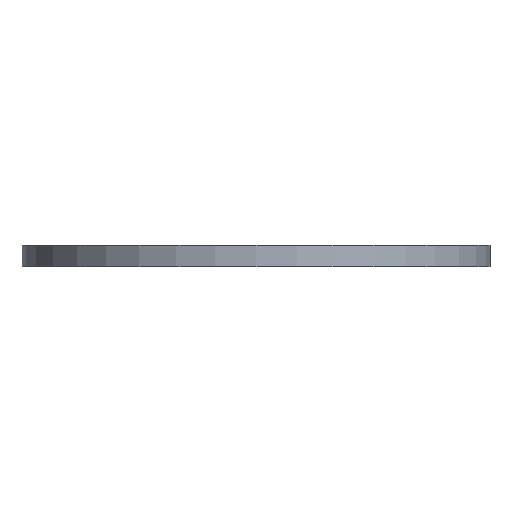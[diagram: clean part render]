
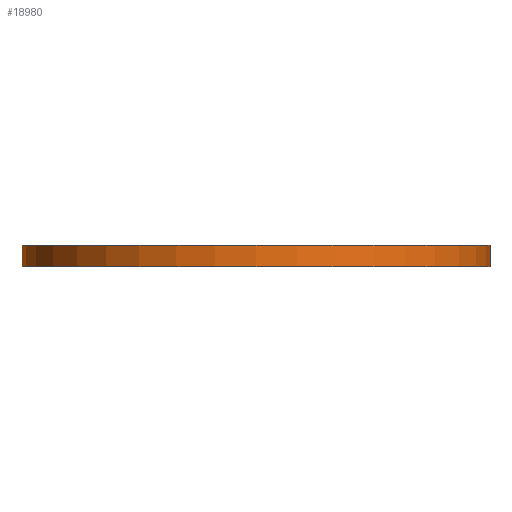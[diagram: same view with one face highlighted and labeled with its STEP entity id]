
A CAD part, front view. The second image highlights one B-rep face of the part: STEP entity #18980.
In plain terms, the highlighted cylindrical face has radius 140 mm (diameter 280 mm), a partial arc.
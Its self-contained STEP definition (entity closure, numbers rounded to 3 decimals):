
#350 = CARTESIAN_POINT ( 'NONE',  ( 0., 0., 13. ) ) ;
#455 = CARTESIAN_POINT ( 'NONE',  ( -140., 0., 13. ) ) ;
#930 = ORIENTED_EDGE ( 'NONE', *, *, #2706, .F. ) ;
#1616 = CARTESIAN_POINT ( 'NONE',  ( -140., 0., 13. ) ) ;
#1940 = VERTEX_POINT ( 'NONE', #455 ) ;
#2370 = DIRECTION ( 'NONE',  ( 0., 0., -1. ) ) ;
#2706 = EDGE_CURVE ( 'NONE', #1940, #3935, #16954, .T. ) ;
#3804 = VECTOR ( 'NONE', #10702, 1000. ) ;
#3844 = FACE_OUTER_BOUND ( 'NONE', #10676, .T. ) ;
#3935 = VERTEX_POINT ( 'NONE', #22629 ) ;
#4134 = CARTESIAN_POINT ( 'NONE',  ( -140., 0., 0. ) ) ;
#6173 = EDGE_CURVE ( 'NONE', #1940, #22720, #8720, .T. ) ;
#7488 = ORIENTED_EDGE ( 'NONE', *, *, #6173, .T. ) ;
#7632 = ORIENTED_EDGE ( 'NONE', *, *, #22273, .T. ) ;
#8720 = LINE ( 'NONE', #1616, #3804 ) ;
#10533 = DIRECTION ( 'NONE',  ( 0., 0., 1. ) ) ;
#10642 = AXIS2_PLACEMENT_3D ( 'NONE', #14017, #10533, #21149 ) ;
#10676 = EDGE_LOOP ( 'NONE', ( #16918, #930, #7488, #7632 ) ) ;
#10702 = DIRECTION ( 'NONE',  ( 0., 0., -1. ) ) ;
#10931 = CARTESIAN_POINT ( 'NONE',  ( 0., 0., 0. ) ) ;
#10943 = CYLINDRICAL_SURFACE ( 'NONE', #23034, 140. ) ;
#11221 = LINE ( 'NONE', #18330, #12955 ) ;
#11316 = CARTESIAN_POINT ( 'NONE',  ( 140., 0., 0. ) ) ;
#12153 = AXIS2_PLACEMENT_3D ( 'NONE', #10931, #14986, #18971 ) ;
#12955 = VECTOR ( 'NONE', #2370, 1000. ) ;
#14017 = CARTESIAN_POINT ( 'NONE',  ( 0., 0., 13. ) ) ;
#14986 = DIRECTION ( 'NONE',  ( 0., 0., 1. ) ) ;
#16520 = DIRECTION ( 'NONE',  ( 0., 0., -1. ) ) ;
#16635 = DIRECTION ( 'NONE',  ( -1., 0., 0. ) ) ;
#16918 = ORIENTED_EDGE ( 'NONE', *, *, #20431, .F. ) ;
#16954 = CIRCLE ( 'NONE', #10642, 140. ) ;
#18330 = CARTESIAN_POINT ( 'NONE',  ( 140., 0., 13. ) ) ;
#18971 = DIRECTION ( 'NONE',  ( 1., 0., 0. ) ) ;
#18980 = ADVANCED_FACE ( 'NONE', ( #3844 ), #10943, .T. ) ;
#20431 = EDGE_CURVE ( 'NONE', #3935, #21750, #11221, .T. ) ;
#21149 = DIRECTION ( 'NONE',  ( 1., 0., 0. ) ) ;
#21638 = CIRCLE ( 'NONE', #12153, 140. ) ;
#21750 = VERTEX_POINT ( 'NONE', #11316 ) ;
#22273 = EDGE_CURVE ( 'NONE', #22720, #21750, #21638, .T. ) ;
#22629 = CARTESIAN_POINT ( 'NONE',  ( 140., 0., 13. ) ) ;
#22720 = VERTEX_POINT ( 'NONE', #4134 ) ;
#23034 = AXIS2_PLACEMENT_3D ( 'NONE', #350, #16520, #16635 ) ;
